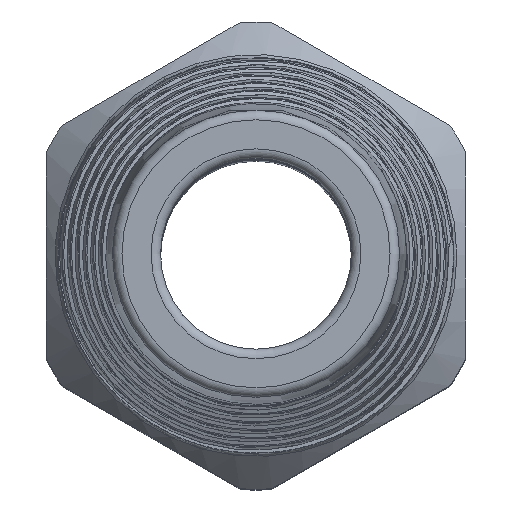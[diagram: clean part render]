
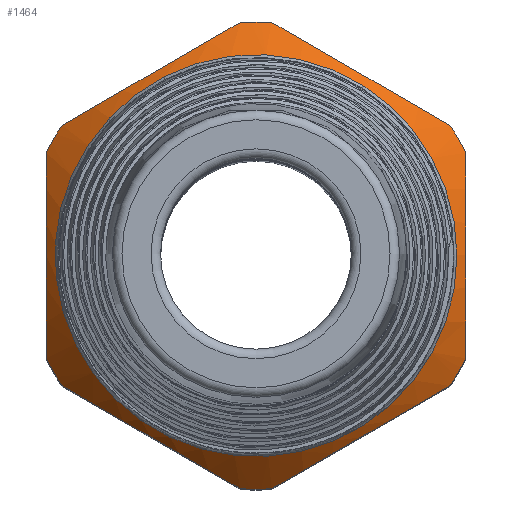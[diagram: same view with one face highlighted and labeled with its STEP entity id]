
A CAD part, top view. The second image highlights one B-rep face of the part: STEP entity #1464.
In plain terms, the highlighted conical face has half-angle 45 degrees and reference radius 12.25 mm.
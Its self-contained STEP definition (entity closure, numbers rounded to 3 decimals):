
#405=(
BOUNDED_CURVE()
B_SPLINE_CURVE(2,(#2073,#2074,#2075),.UNSPECIFIED.,.F.,.F.)
B_SPLINE_CURVE_WITH_KNOTS((3,3),(1.821,3.882),
 .UNSPECIFIED.)
CURVE()
GEOMETRIC_REPRESENTATION_ITEM()
RATIONAL_B_SPLINE_CURVE((1.609,1.791,1.609))
REPRESENTATION_ITEM('')
);
#406=(
BOUNDED_CURVE()
B_SPLINE_CURVE(2,(#2079,#2080,#2081),.UNSPECIFIED.,.F.,.F.)
B_SPLINE_CURVE_WITH_KNOTS((3,3),(1.821,3.882),
 .UNSPECIFIED.)
CURVE()
GEOMETRIC_REPRESENTATION_ITEM()
RATIONAL_B_SPLINE_CURVE((1.609,1.791,1.609))
REPRESENTATION_ITEM('')
);
#407=(
BOUNDED_CURVE()
B_SPLINE_CURVE(2,(#2085,#2086,#2087),.UNSPECIFIED.,.F.,.F.)
B_SPLINE_CURVE_WITH_KNOTS((3,3),(1.821,3.882),
 .UNSPECIFIED.)
CURVE()
GEOMETRIC_REPRESENTATION_ITEM()
RATIONAL_B_SPLINE_CURVE((1.609,1.791,1.609))
REPRESENTATION_ITEM('')
);
#408=(
BOUNDED_CURVE()
B_SPLINE_CURVE(2,(#2091,#2092,#2093),.UNSPECIFIED.,.F.,.F.)
B_SPLINE_CURVE_WITH_KNOTS((3,3),(-3.882,-1.821),
 .UNSPECIFIED.)
CURVE()
GEOMETRIC_REPRESENTATION_ITEM()
RATIONAL_B_SPLINE_CURVE((1.609,1.791,1.609))
REPRESENTATION_ITEM('')
);
#409=(
BOUNDED_CURVE()
B_SPLINE_CURVE(2,(#2097,#2098,#2099),.UNSPECIFIED.,.F.,.F.)
B_SPLINE_CURVE_WITH_KNOTS((3,3),(1.821,3.882),
 .UNSPECIFIED.)
CURVE()
GEOMETRIC_REPRESENTATION_ITEM()
RATIONAL_B_SPLINE_CURVE((1.609,1.791,1.609))
REPRESENTATION_ITEM('')
);
#410=(
BOUNDED_CURVE()
B_SPLINE_CURVE(2,(#2103,#2104,#2105),.UNSPECIFIED.,.F.,.F.)
B_SPLINE_CURVE_WITH_KNOTS((3,3),(1.821,3.882),
 .UNSPECIFIED.)
CURVE()
GEOMETRIC_REPRESENTATION_ITEM()
RATIONAL_B_SPLINE_CURVE((1.609,1.791,1.609))
REPRESENTATION_ITEM('')
);
#411=CONICAL_SURFACE('',#1552,12.25,0.785);
#416=FACE_BOUND('',#522,.T.);
#436=FACE_OUTER_BOUND('',#521,.T.);
#521=EDGE_LOOP('',(#1031,#1032,#1033,#1034,#1035,#1036,#1037,#1038,#1039,
#1040,#1041,#1042));
#522=EDGE_LOOP('',(#1043));
#623=CIRCLE('',#1550,10.535);
#625=CIRCLE('',#1553,12.25);
#626=CIRCLE('',#1554,12.25);
#627=CIRCLE('',#1555,12.25);
#628=CIRCLE('',#1556,12.25);
#629=CIRCLE('',#1557,12.25);
#630=CIRCLE('',#1558,12.25);
#665=VERTEX_POINT('',#2066);
#667=VERTEX_POINT('',#2071);
#668=VERTEX_POINT('',#2072);
#669=VERTEX_POINT('',#2076);
#670=VERTEX_POINT('',#2078);
#671=VERTEX_POINT('',#2082);
#672=VERTEX_POINT('',#2084);
#673=VERTEX_POINT('',#2088);
#674=VERTEX_POINT('',#2090);
#675=VERTEX_POINT('',#2094);
#676=VERTEX_POINT('',#2096);
#677=VERTEX_POINT('',#2100);
#678=VERTEX_POINT('',#2102);
#814=EDGE_CURVE('',#665,#665,#623,.T.);
#816=EDGE_CURVE('',#667,#668,#405,.T.);
#817=EDGE_CURVE('',#669,#667,#625,.T.);
#818=EDGE_CURVE('',#670,#669,#406,.T.);
#819=EDGE_CURVE('',#671,#670,#626,.T.);
#820=EDGE_CURVE('',#672,#671,#407,.T.);
#821=EDGE_CURVE('',#673,#672,#627,.T.);
#822=EDGE_CURVE('',#674,#673,#408,.F.);
#823=EDGE_CURVE('',#675,#674,#628,.T.);
#824=EDGE_CURVE('',#676,#675,#409,.T.);
#825=EDGE_CURVE('',#677,#676,#629,.T.);
#826=EDGE_CURVE('',#678,#677,#410,.T.);
#827=EDGE_CURVE('',#668,#678,#630,.T.);
#1031=ORIENTED_EDGE('',*,*,#816,.F.);
#1032=ORIENTED_EDGE('',*,*,#817,.F.);
#1033=ORIENTED_EDGE('',*,*,#818,.F.);
#1034=ORIENTED_EDGE('',*,*,#819,.F.);
#1035=ORIENTED_EDGE('',*,*,#820,.F.);
#1036=ORIENTED_EDGE('',*,*,#821,.F.);
#1037=ORIENTED_EDGE('',*,*,#822,.F.);
#1038=ORIENTED_EDGE('',*,*,#823,.F.);
#1039=ORIENTED_EDGE('',*,*,#824,.F.);
#1040=ORIENTED_EDGE('',*,*,#825,.F.);
#1041=ORIENTED_EDGE('',*,*,#826,.F.);
#1042=ORIENTED_EDGE('',*,*,#827,.F.);
#1043=ORIENTED_EDGE('',*,*,#814,.T.);
#1464=ADVANCED_FACE('',(#436,#416),#411,.T.);
#1550=AXIS2_PLACEMENT_3D('',#2067,#1676,#1677);
#1552=AXIS2_PLACEMENT_3D('',#2070,#1680,#1681);
#1553=AXIS2_PLACEMENT_3D('',#2077,#1682,#1683);
#1554=AXIS2_PLACEMENT_3D('',#2083,#1684,#1685);
#1555=AXIS2_PLACEMENT_3D('',#2089,#1686,#1687);
#1556=AXIS2_PLACEMENT_3D('',#2095,#1688,#1689);
#1557=AXIS2_PLACEMENT_3D('',#2101,#1690,#1691);
#1558=AXIS2_PLACEMENT_3D('',#2106,#1692,#1693);
#1676=DIRECTION('center_axis',(0.,0.,-1.));
#1677=DIRECTION('ref_axis',(-1.,0.,0.));
#1680=DIRECTION('center_axis',(0.,0.,-1.));
#1681=DIRECTION('ref_axis',(-1.,0.,0.));
#1682=DIRECTION('center_axis',(0.,0.,-1.));
#1683=DIRECTION('ref_axis',(-1.,0.,0.));
#1684=DIRECTION('center_axis',(0.,0.,-1.));
#1685=DIRECTION('ref_axis',(-1.,0.,0.));
#1686=DIRECTION('center_axis',(0.,0.,-1.));
#1687=DIRECTION('ref_axis',(-1.,0.,0.));
#1688=DIRECTION('center_axis',(0.,0.,-1.));
#1689=DIRECTION('ref_axis',(-1.,0.,0.));
#1690=DIRECTION('center_axis',(0.,0.,-1.));
#1691=DIRECTION('ref_axis',(-1.,0.,0.));
#1692=DIRECTION('center_axis',(0.,0.,-1.));
#1693=DIRECTION('ref_axis',(-1.,0.,0.));
#2066=CARTESIAN_POINT('',(4.032,9.733,33.865));
#2067=CARTESIAN_POINT('Origin',(0.,0.,33.865));
#2070=CARTESIAN_POINT('Origin',(0.,0.,32.15));
#2071=CARTESIAN_POINT('',(-11.,-5.391,32.15));
#2072=CARTESIAN_POINT('',(-11.,5.391,32.15));
#2073=CARTESIAN_POINT('Ctrl Pts',(-11.,-5.391,32.15));
#2074=CARTESIAN_POINT('Ctrl Pts',(-11.,0.,34.522));
#2075=CARTESIAN_POINT('Ctrl Pts',(-11.,5.391,32.15));
#2076=CARTESIAN_POINT('',(-10.169,-6.831,32.15));
#2077=CARTESIAN_POINT('Origin',(0.,0.,32.15));
#2078=CARTESIAN_POINT('',(-0.831,-12.222,32.15));
#2079=CARTESIAN_POINT('Ctrl Pts',(-0.831,-12.222,
32.15));
#2080=CARTESIAN_POINT('Ctrl Pts',(-5.5,-9.526,34.522));
#2081=CARTESIAN_POINT('Ctrl Pts',(-10.169,-6.831,32.15));
#2082=CARTESIAN_POINT('',(0.831,-12.222,32.15));
#2083=CARTESIAN_POINT('Origin',(0.,0.,32.15));
#2084=CARTESIAN_POINT('',(10.169,-6.831,32.15));
#2085=CARTESIAN_POINT('Ctrl Pts',(10.169,-6.831,32.15));
#2086=CARTESIAN_POINT('Ctrl Pts',(5.5,-9.526,34.522));
#2087=CARTESIAN_POINT('Ctrl Pts',(0.831,-12.222,32.15));
#2088=CARTESIAN_POINT('',(11.,-5.391,32.15));
#2089=CARTESIAN_POINT('Origin',(0.,0.,32.15));
#2090=CARTESIAN_POINT('',(11.,5.391,32.15));
#2091=CARTESIAN_POINT('Ctrl Pts',(11.,-5.391,32.15));
#2092=CARTESIAN_POINT('Ctrl Pts',(11.,0.,34.522));
#2093=CARTESIAN_POINT('Ctrl Pts',(11.,5.391,32.15));
#2094=CARTESIAN_POINT('',(10.169,6.831,32.15));
#2095=CARTESIAN_POINT('Origin',(0.,0.,32.15));
#2096=CARTESIAN_POINT('',(0.831,12.222,32.15));
#2097=CARTESIAN_POINT('Ctrl Pts',(0.831,12.222,32.15));
#2098=CARTESIAN_POINT('Ctrl Pts',(5.5,9.526,34.522));
#2099=CARTESIAN_POINT('Ctrl Pts',(10.169,6.831,32.15));
#2100=CARTESIAN_POINT('',(-0.831,12.222,32.15));
#2101=CARTESIAN_POINT('Origin',(0.,0.,32.15));
#2102=CARTESIAN_POINT('',(-10.169,6.831,32.15));
#2103=CARTESIAN_POINT('Ctrl Pts',(-10.169,6.831,32.15));
#2104=CARTESIAN_POINT('Ctrl Pts',(-5.5,9.526,34.522));
#2105=CARTESIAN_POINT('Ctrl Pts',(-0.831,12.222,32.15));
#2106=CARTESIAN_POINT('Origin',(0.,0.,32.15));
